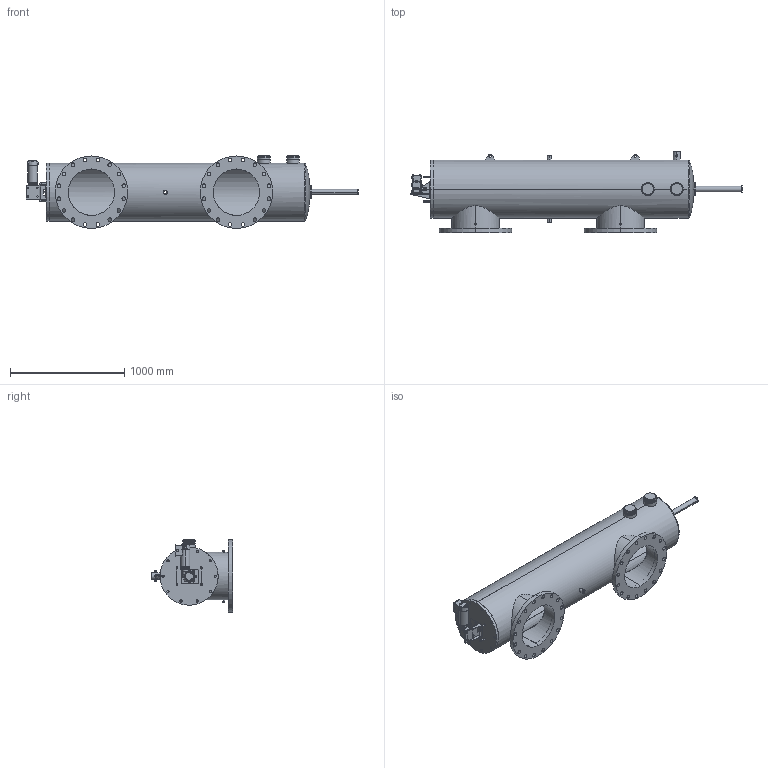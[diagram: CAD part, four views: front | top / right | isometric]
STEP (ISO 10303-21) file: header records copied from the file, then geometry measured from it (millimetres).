
FILE_DESCRIPTION (( 'STEP AP203' ), '1' );
FILE_NAME ('F18-180-LP.STEP', '2020-09-23T11:50:46', ( '' ), ( '' ), 'SwSTEP 2.0', 'SolidWorks 2018', '' );
FILE_SCHEMA (( 'CONFIG_CONTROL_DESIGN' ));
Length unit declared in the file: millimetre
Products named in the file (8): Motor assem; F18-180 for LP; Washdown drive shaft; simp2; F18-180-LP; simp; Washdown mounting bracket; reduced size motor
Assembly tree (13 placements, depth 3):
  F18-180-LP
    F18-180 for LP
    Motor assem
      Washdown drive shaft
      Washdown mounting bracket
      reduced size motor
      simp  x4
      simp2  x4
Bounding box: 2907.01 x 711.2 x 638.17 mm (x, y, z)
Volume: 41167661.9 mm3; surface area: 9860859.5 mm2
Topology: 24 solids, 24 shells, 1077 faces, 2767 edges, 1786 vertices
Faces by surface type: plane 505, cylinder 425, torus 64, bspline 58, cone 21, sphere 4
Entity records: 38495 total; most frequent: CARTESIAN_POINT 13498, ORIENTED_EDGE 5054, DIRECTION 4912, EDGE_CURVE 2527, AXIS2_PLACEMENT_3D 1798, VERTEX_POINT 1630, VECTOR 1316, LINE 1316
